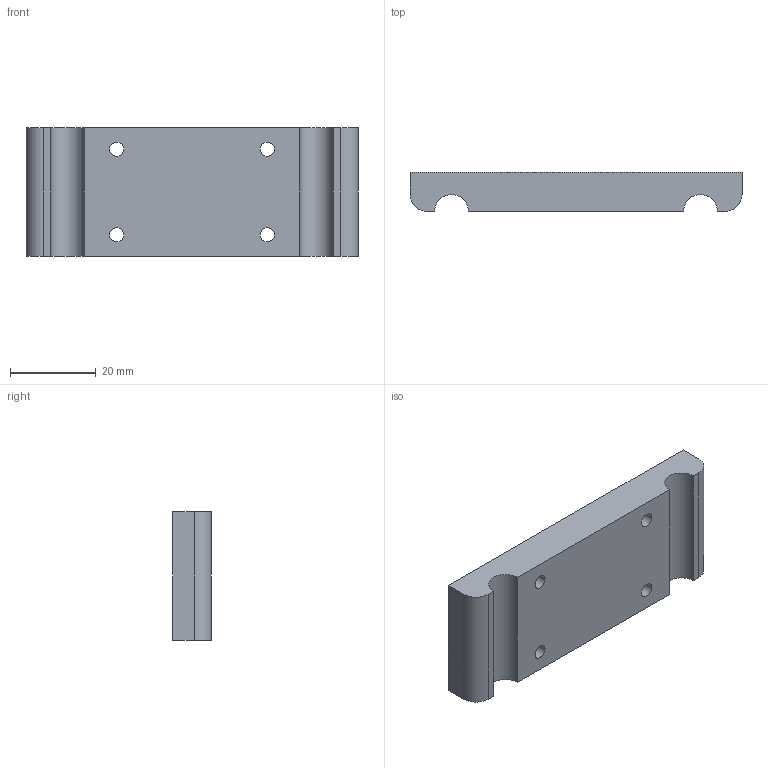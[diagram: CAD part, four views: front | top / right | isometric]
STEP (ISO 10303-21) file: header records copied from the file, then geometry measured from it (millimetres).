
FILE_DESCRIPTION(/* description */ ('Alibre Inc.'),/* implementation_level */ '2;1');
FILE_NAME(/* name */ 'export0',/* time_stamp */ '2012-06-01T13:34:11-04:00',/* author */ (''),/* organization */ (''),/* preprocessor_version */ 'ST-DEVELOPER v14',/* originating_system */ 'Alibre',/* authorisation */ '');
FILE_SCHEMA (('AUTOMOTIVE_DESIGN'));
Length unit declared in the file: centimetre
Bounding box: 77.5 x 9.1 x 30 mm (x, y, z)
Volume: 18933 mm3; surface area: 7073 mm2
Topology: 1 solids, 1 shells, 24 faces, 54 edges, 36 vertices
Faces by surface type: plane 12, cylinder 12
Full cylindrical faces by diameter (mm): 3.3 x4, 6 x4
Entity records: 653 total; most frequent: DIRECTION 104, CARTESIAN_POINT 104, ORIENTED_EDGE 92, EDGE_CURVE 46, AXIS2_PLACEMENT_3D 46, EDGE_LOOP 44, FACE_BOUND 44, VERTEX_POINT 36
